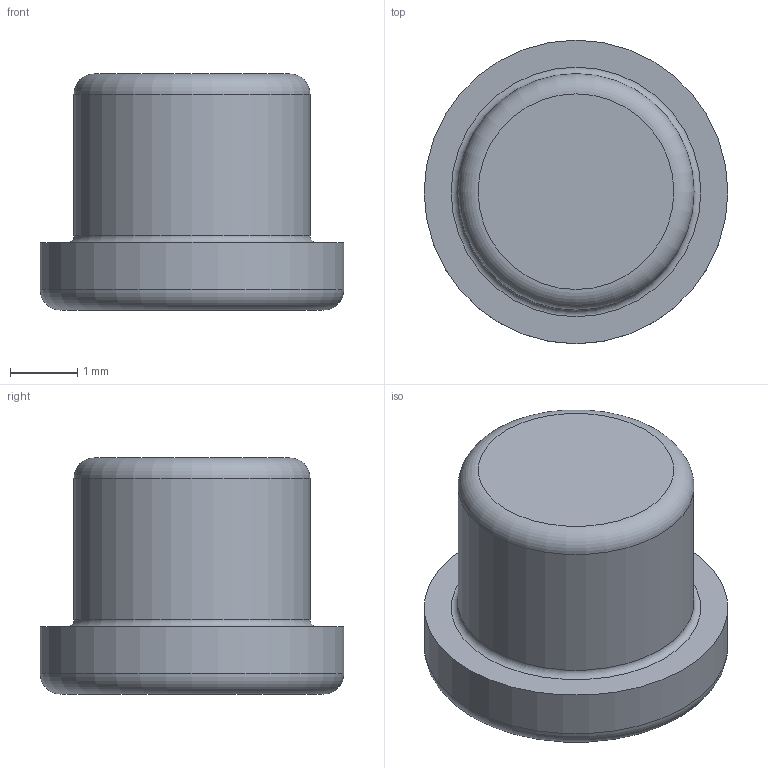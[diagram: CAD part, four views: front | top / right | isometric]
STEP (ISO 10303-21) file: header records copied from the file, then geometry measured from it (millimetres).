
FILE_DESCRIPTION(/* description */ (''),/* implementation_level */ '2;1');
FILE_NAME(/* name */ 'Tornillo Manipulador.stp',/* time_stamp */ '2023-11-20T01:54:32-06:00',/* author */ ('R3PT1L'),/* organization */ (''),/* preprocessor_version */ 'ST-DEVELOPER v19.2',/* originating_system */ 'Autodesk Inventor 2024',/* authorisation */ '');
FILE_SCHEMA (('AUTOMOTIVE_DESIGN { 1 0 10303 214 3 1 1 }'));
Length unit declared in the file: millimetre
Products named in the file (1): Tornillo Manipulador
Bounding box: 4.5 x 4.5 x 3.5 mm (x, y, z)
Volume: 39.3 mm3; surface area: 72.2 mm2
Topology: 1 solids, 1 shells, 13 faces, 25 edges, 16 vertices
Faces by surface type: plane 8, torus 3, cylinder 2
Full cylindrical faces by diameter (mm): 3.5 x1, 4.5 x1
Entity records: 399 total; most frequent: DIRECTION 64, CARTESIAN_POINT 55, ORIENTED_EDGE 50, EDGE_CURVE 25, AXIS2_PLACEMENT_3D 25, VERTEX_POINT 16, EDGE_LOOP 15, LINE 14
